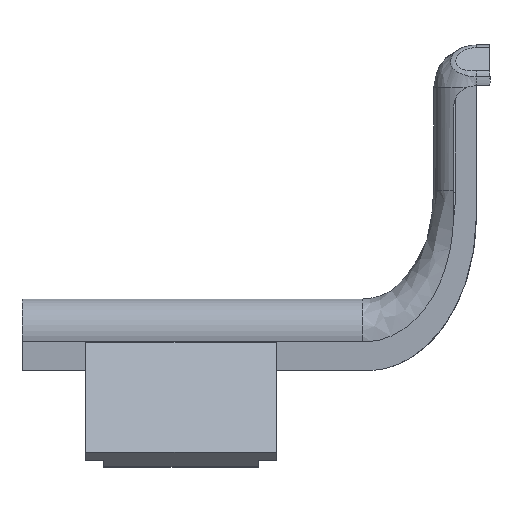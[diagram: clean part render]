
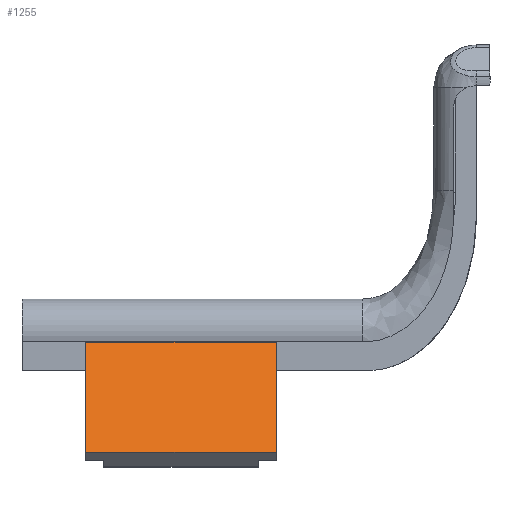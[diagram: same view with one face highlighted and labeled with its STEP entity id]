
A CAD part, top view. The second image highlights one B-rep face of the part: STEP entity #1255.
In plain terms, the highlighted planar face has unit normal (0, 0.707, 0.707).
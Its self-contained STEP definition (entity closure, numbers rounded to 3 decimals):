
#188=FACE_OUTER_BOUND('',#255,.T.);
#255=EDGE_LOOP('',(#1085,#1086,#1087,#1088));
#321=LINE('',#1841,#436);
#359=LINE('',#2498,#474);
#360=LINE('',#2500,#475);
#361=LINE('',#2501,#476);
#436=VECTOR('',#1502,10.);
#474=VECTOR('',#1644,10.);
#475=VECTOR('',#1645,10.);
#476=VECTOR('',#1646,10.);
#590=VERTEX_POINT('',#1838);
#591=VERTEX_POINT('',#1840);
#632=VERTEX_POINT('',#2497);
#633=VERTEX_POINT('',#2499);
#711=EDGE_CURVE('',#590,#591,#321,.T.);
#791=EDGE_CURVE('',#632,#590,#359,.T.);
#792=EDGE_CURVE('',#633,#632,#360,.T.);
#793=EDGE_CURVE('',#633,#591,#361,.T.);
#1085=ORIENTED_EDGE('',*,*,#791,.F.);
#1086=ORIENTED_EDGE('',*,*,#792,.F.);
#1087=ORIENTED_EDGE('',*,*,#793,.T.);
#1088=ORIENTED_EDGE('',*,*,#711,.F.);
#1189=PLANE('',#1377);
#1255=ADVANCED_FACE('',(#188),#1189,.T.);
#1377=AXIS2_PLACEMENT_3D('',#2496,#1642,#1643);
#1502=DIRECTION('',(1.,0.,0.));
#1642=DIRECTION('center_axis',(0.,0.707,0.707));
#1643=DIRECTION('ref_axis',(1.,0.,0.));
#1644=DIRECTION('',(0.,0.707,-0.707));
#1645=DIRECTION('',(-1.,0.,0.));
#1646=DIRECTION('',(0.,0.707,-0.707));
#1838=CARTESIAN_POINT('',(23.5,3.111,1.));
#1840=CARTESIAN_POINT('',(44.5,3.111,1.));
#1841=CARTESIAN_POINT('',(39.25,3.111,1.));
#2496=CARTESIAN_POINT('Origin',(44.5,-9.051,13.162));
#2497=CARTESIAN_POINT('',(23.5,-9.051,13.162));
#2498=CARTESIAN_POINT('',(23.5,-9.051,13.162));
#2499=CARTESIAN_POINT('',(44.5,-9.051,13.162));
#2500=CARTESIAN_POINT('',(44.5,-9.051,13.162));
#2501=CARTESIAN_POINT('',(44.5,-9.051,13.162));
